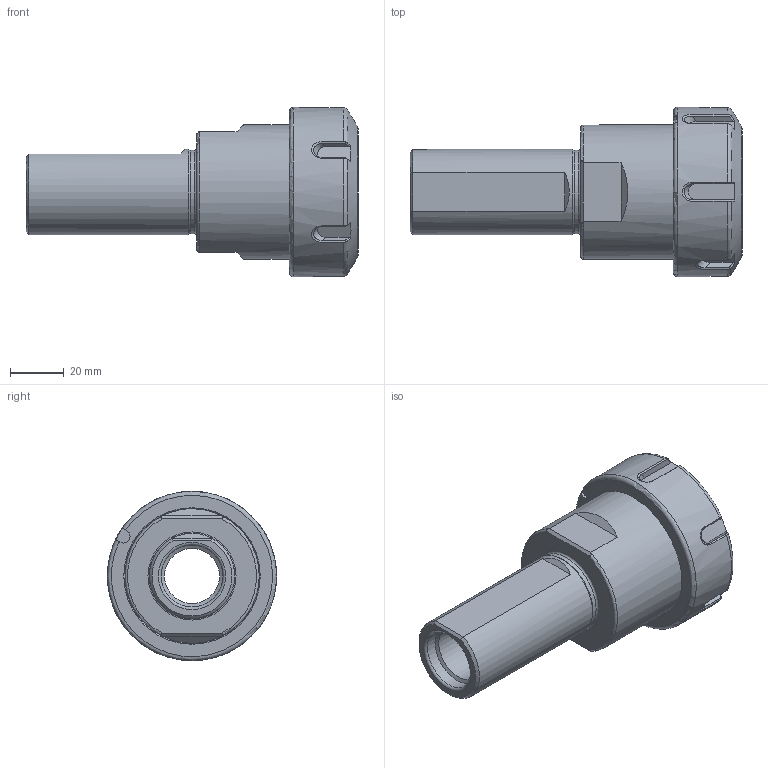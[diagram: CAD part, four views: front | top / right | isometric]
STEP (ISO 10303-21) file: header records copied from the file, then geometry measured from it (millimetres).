
FILE_DESCRIPTION(/* description */ (''),/* implementation_level */ '2;1');
FILE_NAME(/* name */ 'SL125-ER40-0250.ipt.stp',/* time_stamp */ '2024-03-20T10:33:54+08:00',/* author */ ('Administrator'),/* organization */ (''),/* preprocessor_version */ 'ST-DEVELOPER v20',/* originating_system */ 'Autodesk Inventor 2024',/* authorisation */ '');
FILE_SCHEMA (('AUTOMOTIVE_DESIGN { 1 0 10303 214 3 1 1 }'));
Length unit declared in the file: millimetre
Products named in the file (3): SL125-ER40-0250-1.ipt; SL125-ER40-0250; 金杰   ER40UM   单偏心压帽
Assembly tree (2 placements, depth 2):
  SL125-ER40-0250-1.ipt
    SL125-ER40-0250
    金杰   ER40UM   单偏心压帽
Bounding box: 123.5 x 63 x 63 mm (x, y, z)
Volume: 109509.4 mm3; surface area: 36940.3 mm2
Topology: 2 solids, 2 shells, 149 faces, 391 edges, 248 vertices
Faces by surface type: bspline 60, plane 50, torus 14, cylinder 13, cone 12
Full cylindrical faces by diameter (mm): 20.5 x1, 23 x1, 30.5 x1, 31.15 x1, 31.75 x1, 33.5 x1, 40.7 x1, 48.376 x1, 50 x1, 51 x1, 63 x1
Entity records: 6241 total; most frequent: CARTESIAN_POINT 2899, ORIENTED_EDGE 782, DIRECTION 510, EDGE_CURVE 391, VERTEX_POINT 248, AXIS2_PLACEMENT_3D 179, EDGE_LOOP 155, LINE 152
